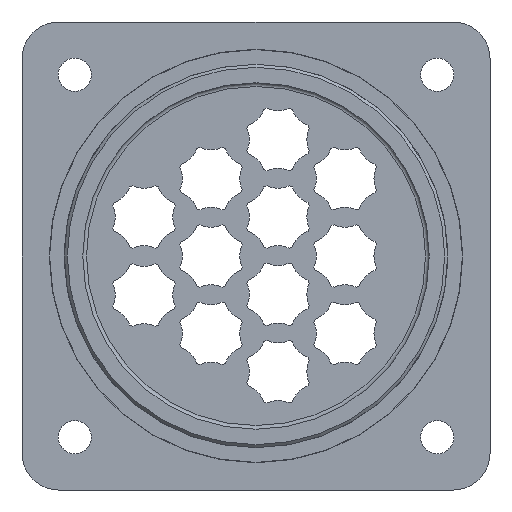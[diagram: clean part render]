
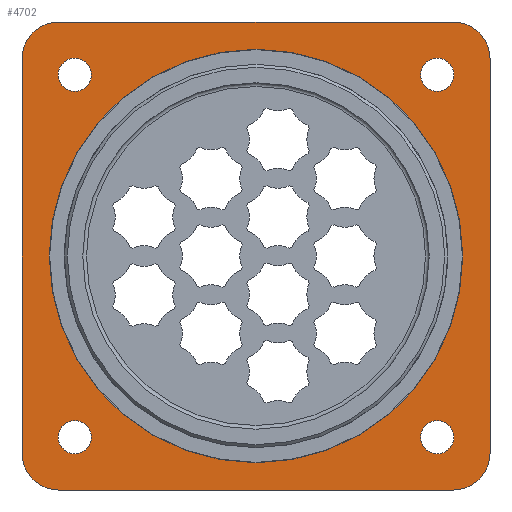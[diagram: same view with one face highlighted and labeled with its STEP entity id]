
A CAD part, left-side view. The second image highlights one B-rep face of the part: STEP entity #4702.
In plain terms, the highlighted planar face has unit normal (-1, 0, 0).
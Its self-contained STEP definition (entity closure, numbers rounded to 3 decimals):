
#553=CIRCLE('',#5292,28.05);
#554=CIRCLE('',#5293,2.25);
#555=CIRCLE('',#5294,2.25);
#556=CIRCLE('',#5295,2.25);
#557=CIRCLE('',#5296,2.25);
#558=CIRCLE('',#5297,5.);
#559=CIRCLE('',#5298,5.);
#560=CIRCLE('',#5299,5.);
#561=CIRCLE('',#5300,5.);
#1350=ORIENTED_EDGE('',*,*,#2641,.T.);
#1351=ORIENTED_EDGE('',*,*,#2642,.T.);
#1352=ORIENTED_EDGE('',*,*,#2643,.T.);
#1353=ORIENTED_EDGE('',*,*,#2644,.T.);
#1354=ORIENTED_EDGE('',*,*,#2645,.T.);
#1355=ORIENTED_EDGE('',*,*,#2646,.F.);
#1356=ORIENTED_EDGE('',*,*,#2647,.F.);
#1357=ORIENTED_EDGE('',*,*,#2648,.F.);
#1358=ORIENTED_EDGE('',*,*,#2649,.F.);
#1359=ORIENTED_EDGE('',*,*,#2650,.F.);
#1360=ORIENTED_EDGE('',*,*,#2651,.F.);
#1361=ORIENTED_EDGE('',*,*,#2652,.F.);
#1362=ORIENTED_EDGE('',*,*,#2653,.F.);
#2641=EDGE_CURVE('',#3255,#3255,#553,.T.);
#2642=EDGE_CURVE('',#3256,#3256,#554,.T.);
#2643=EDGE_CURVE('',#3257,#3257,#555,.T.);
#2644=EDGE_CURVE('',#3258,#3258,#556,.T.);
#2645=EDGE_CURVE('',#3259,#3259,#557,.T.);
#2646=EDGE_CURVE('',#3260,#3261,#3540,.T.);
#2647=EDGE_CURVE('',#3262,#3260,#558,.T.);
#2648=EDGE_CURVE('',#3263,#3262,#3541,.T.);
#2649=EDGE_CURVE('',#3264,#3263,#559,.T.);
#2650=EDGE_CURVE('',#3265,#3264,#3542,.T.);
#2651=EDGE_CURVE('',#3266,#3265,#560,.T.);
#2652=EDGE_CURVE('',#3267,#3266,#3543,.T.);
#2653=EDGE_CURVE('',#3261,#3267,#561,.T.);
#3255=VERTEX_POINT('',#8362);
#3256=VERTEX_POINT('',#8364);
#3257=VERTEX_POINT('',#8366);
#3258=VERTEX_POINT('',#8368);
#3259=VERTEX_POINT('',#8370);
#3260=VERTEX_POINT('',#8372);
#3261=VERTEX_POINT('',#8373);
#3262=VERTEX_POINT('',#8375);
#3263=VERTEX_POINT('',#8377);
#3264=VERTEX_POINT('',#8379);
#3265=VERTEX_POINT('',#8381);
#3266=VERTEX_POINT('',#8383);
#3267=VERTEX_POINT('',#8385);
#3540=LINE('',#8371,#3770);
#3541=LINE('',#8376,#3771);
#3542=LINE('',#8380,#3772);
#3543=LINE('',#8384,#3773);
#3770=VECTOR('',#6642,1000.);
#3771=VECTOR('',#6645,1000.);
#3772=VECTOR('',#6648,1000.);
#3773=VECTOR('',#6651,1000.);
#3947=EDGE_LOOP('',(#1350));
#3948=EDGE_LOOP('',(#1351));
#3949=EDGE_LOOP('',(#1352));
#3950=EDGE_LOOP('',(#1353));
#3951=EDGE_LOOP('',(#1354));
#3952=EDGE_LOOP('',(#1355,#1356,#1357,#1358,#1359,#1360,#1361,#1362));
#4318=FACE_BOUND('',#3947,.T.);
#4319=FACE_BOUND('',#3948,.T.);
#4320=FACE_BOUND('',#3949,.T.);
#4321=FACE_BOUND('',#3950,.T.);
#4322=FACE_BOUND('',#3951,.T.);
#4323=FACE_BOUND('',#3952,.T.);
#4569=PLANE('',#5291);
#4702=ADVANCED_FACE('',(#4318,#4319,#4320,#4321,#4322,#4323),#4569,.T.);
#5291=AXIS2_PLACEMENT_3D('',#8360,#6630,#6631);
#5292=AXIS2_PLACEMENT_3D('',#8361,#6632,#6633);
#5293=AXIS2_PLACEMENT_3D('',#8363,#6634,#6635);
#5294=AXIS2_PLACEMENT_3D('',#8365,#6636,#6637);
#5295=AXIS2_PLACEMENT_3D('',#8367,#6638,#6639);
#5296=AXIS2_PLACEMENT_3D('',#8369,#6640,#6641);
#5297=AXIS2_PLACEMENT_3D('',#8374,#6643,#6644);
#5298=AXIS2_PLACEMENT_3D('',#8378,#6646,#6647);
#5299=AXIS2_PLACEMENT_3D('',#8382,#6649,#6650);
#5300=AXIS2_PLACEMENT_3D('',#8386,#6652,#6653);
#6630=DIRECTION('',(-1.,0.,0.));
#6631=DIRECTION('',(0.,0.,1.));
#6632=DIRECTION('',(1.,0.,0.));
#6633=DIRECTION('',(0.,0.,-1.));
#6634=DIRECTION('',(1.,0.,0.));
#6635=DIRECTION('',(0.,0.,-1.));
#6636=DIRECTION('',(1.,0.,0.));
#6637=DIRECTION('',(0.,0.,-1.));
#6638=DIRECTION('',(1.,0.,0.));
#6639=DIRECTION('',(0.,0.,-1.));
#6640=DIRECTION('',(1.,0.,0.));
#6641=DIRECTION('',(0.,0.,-1.));
#6642=DIRECTION('',(0.,-1.,0.));
#6643=DIRECTION('',(1.,0.,0.));
#6644=DIRECTION('',(0.,0.,-1.));
#6645=DIRECTION('',(0.,0.,1.));
#6646=DIRECTION('',(1.,0.,0.));
#6647=DIRECTION('',(0.,0.,-1.));
#6648=DIRECTION('',(0.,1.,0.));
#6649=DIRECTION('',(1.,0.,0.));
#6650=DIRECTION('',(0.,0.,-1.));
#6651=DIRECTION('',(0.,0.,-1.));
#6652=DIRECTION('',(1.,0.,0.));
#6653=DIRECTION('',(0.,0.,-1.));
#8360=CARTESIAN_POINT('',(0.,29.25,0.));
#8361=CARTESIAN_POINT('',(0.,0.,0.));
#8362=CARTESIAN_POINT('',(0.,0.,-28.05));
#8363=CARTESIAN_POINT('',(0.,24.6,24.6));
#8364=CARTESIAN_POINT('',(0.,24.6,22.35));
#8365=CARTESIAN_POINT('',(0.,-24.6,24.6));
#8366=CARTESIAN_POINT('',(0.,-24.6,22.35));
#8367=CARTESIAN_POINT('',(0.,-24.6,-24.6));
#8368=CARTESIAN_POINT('',(0.,-24.6,-26.85));
#8369=CARTESIAN_POINT('',(0.,24.6,-24.6));
#8370=CARTESIAN_POINT('',(0.,24.6,-26.85));
#8371=CARTESIAN_POINT('',(0.,26.75,31.75));
#8372=CARTESIAN_POINT('',(0.,26.75,31.75));
#8373=CARTESIAN_POINT('',(0.,-26.75,31.75));
#8374=CARTESIAN_POINT('',(0.,26.75,26.75));
#8375=CARTESIAN_POINT('',(0.,31.75,26.75));
#8376=CARTESIAN_POINT('',(0.,31.75,-26.75));
#8377=CARTESIAN_POINT('',(0.,31.75,-26.75));
#8378=CARTESIAN_POINT('',(0.,26.75,-26.75));
#8379=CARTESIAN_POINT('',(0.,26.75,-31.75));
#8380=CARTESIAN_POINT('',(0.,-26.75,-31.75));
#8381=CARTESIAN_POINT('',(0.,-26.75,-31.75));
#8382=CARTESIAN_POINT('',(0.,-26.75,-26.75));
#8383=CARTESIAN_POINT('',(0.,-31.75,-26.75));
#8384=CARTESIAN_POINT('',(0.,-31.75,26.75));
#8385=CARTESIAN_POINT('',(0.,-31.75,26.75));
#8386=CARTESIAN_POINT('',(0.,-26.75,26.75));
